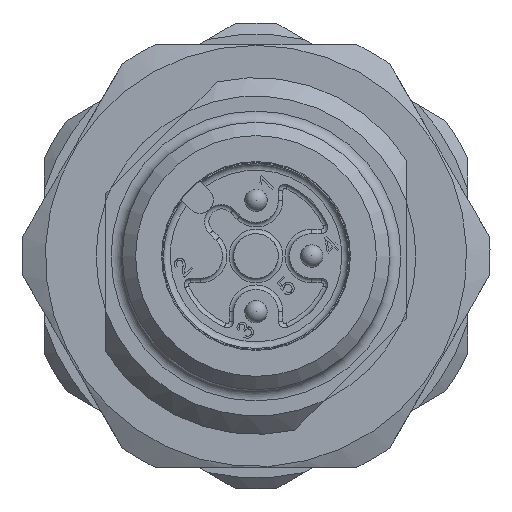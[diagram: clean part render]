
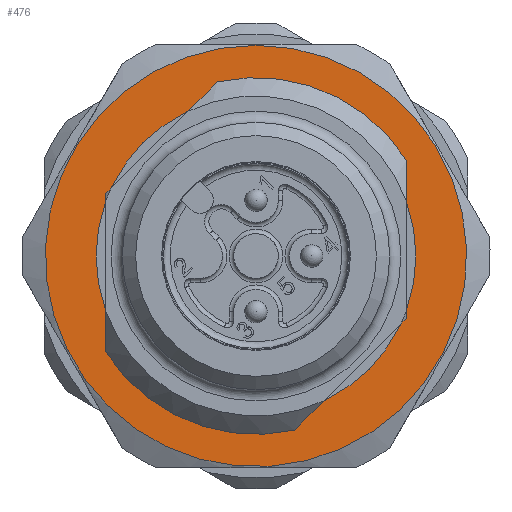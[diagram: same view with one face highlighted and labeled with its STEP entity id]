
A CAD part, front view. The second image highlights one B-rep face of the part: STEP entity #476.
In plain terms, the highlighted planar face has unit normal (0, -1, 0).
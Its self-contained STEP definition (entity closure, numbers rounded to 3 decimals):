
#109=FACE_BOUND('',#991,.T.);
#110=FACE_BOUND('',#992,.T.);
#367=PLANE('',#4390);
#476=ADVANCED_FACE('',(#109,#110),#367,.T.);
#991=EDGE_LOOP('',(#2007));
#992=EDGE_LOOP('',(#2008,#2009,#2010,#2011,#2012,#2013,#2014,#2015,#2016,
#2017,#2018,#2019,#2020,#2021));
#1270=LINE('',#5993,#1573);
#1272=LINE('',#5996,#1575);
#1278=LINE('',#6012,#1581);
#1279=LINE('',#6013,#1582);
#1285=LINE('',#6029,#1588);
#1287=LINE('',#6032,#1590);
#1292=LINE('',#6046,#1595);
#1293=LINE('',#6047,#1596);
#1573=VECTOR('',#4832,1.);
#1575=VECTOR('',#4834,1.);
#1581=VECTOR('',#4842,1.);
#1582=VECTOR('',#4843,1.);
#1588=VECTOR('',#4851,1.);
#1590=VECTOR('',#4853,1.);
#1595=VECTOR('',#4860,1.);
#1596=VECTOR('',#4861,1.);
#2007=ORIENTED_EDGE('',*,*,#3614,.F.);
#2008=ORIENTED_EDGE('',*,*,#3615,.F.);
#2009=ORIENTED_EDGE('',*,*,#3587,.T.);
#2010=ORIENTED_EDGE('',*,*,#3594,.T.);
#2011=ORIENTED_EDGE('',*,*,#3616,.F.);
#2012=ORIENTED_EDGE('',*,*,#3595,.T.);
#2013=ORIENTED_EDGE('',*,*,#3552,.F.);
#2014=ORIENTED_EDGE('',*,*,#3610,.F.);
#2015=ORIENTED_EDGE('',*,*,#3617,.F.);
#2016=ORIENTED_EDGE('',*,*,#3611,.F.);
#2017=ORIENTED_EDGE('',*,*,#3602,.F.);
#2018=ORIENTED_EDGE('',*,*,#3618,.F.);
#2019=ORIENTED_EDGE('',*,*,#3604,.F.);
#2020=ORIENTED_EDGE('',*,*,#3574,.F.);
#2021=ORIENTED_EDGE('',*,*,#3585,.T.);
#3136=VERTEX_POINT('',#5893);
#3138=VERTEX_POINT('',#5896);
#3153=VERTEX_POINT('',#5962);
#3154=VERTEX_POINT('',#5964);
#3162=VERTEX_POINT('',#5992);
#3163=VERTEX_POINT('',#5995);
#3164=VERTEX_POINT('',#5997);
#3168=VERTEX_POINT('',#6011);
#3169=VERTEX_POINT('',#6014);
#3173=VERTEX_POINT('',#6028);
#3174=VERTEX_POINT('',#6030);
#3175=VERTEX_POINT('',#6033);
#3178=VERTEX_POINT('',#6045);
#3179=VERTEX_POINT('',#6048);
#3181=VERTEX_POINT('',#6054);
#3552=EDGE_CURVE('',#3136,#3138,#4159,.T.);
#3574=EDGE_CURVE('',#3153,#3154,#4167,.T.);
#3585=EDGE_CURVE('',#3153,#3162,#1270,.T.);
#3587=EDGE_CURVE('',#3164,#3163,#1272,.T.);
#3594=EDGE_CURVE('',#3163,#3168,#1278,.T.);
#3595=EDGE_CURVE('',#3169,#3138,#1279,.T.);
#3602=EDGE_CURVE('',#3173,#3174,#1285,.T.);
#3604=EDGE_CURVE('',#3154,#3175,#1287,.T.);
#3610=EDGE_CURVE('',#3178,#3136,#1292,.T.);
#3611=EDGE_CURVE('',#3174,#3179,#1293,.T.);
#3614=EDGE_CURVE('',#3181,#3181,#4174,.T.);
#3615=EDGE_CURVE('',#3164,#3162,#4175,.T.);
#3616=EDGE_CURVE('',#3169,#3168,#4176,.T.);
#3617=EDGE_CURVE('',#3179,#3178,#4177,.T.);
#3618=EDGE_CURVE('',#3175,#3173,#4178,.T.);
#4159=CIRCLE('',#4353,8.);
#4167=CIRCLE('',#4367,8.);
#4174=CIRCLE('',#4385,9.45);
#4175=CIRCLE('',#4386,7.172);
#4176=CIRCLE('',#4387,7.172);
#4177=CIRCLE('',#4388,7.172);
#4178=CIRCLE('',#4389,7.172);
#4353=AXIS2_PLACEMENT_3D('',#5895,#4767,#4768);
#4367=AXIS2_PLACEMENT_3D('',#5963,#4801,#4802);
#4385=AXIS2_PLACEMENT_3D('',#6053,#4866,#4867);
#4386=AXIS2_PLACEMENT_3D('',#6055,#4868,#4869);
#4387=AXIS2_PLACEMENT_3D('',#6056,#4870,#4871);
#4388=AXIS2_PLACEMENT_3D('',#6057,#4872,#4873);
#4389=AXIS2_PLACEMENT_3D('',#6058,#4874,#4875);
#4390=AXIS2_PLACEMENT_3D('',#6059,#4876,#4877);
#4767=DIRECTION('',(0.,-1.,0.));
#4768=DIRECTION('',(0.,0.,1.));
#4801=DIRECTION('',(0.,-1.,0.));
#4802=DIRECTION('',(0.,0.,1.));
#4832=DIRECTION('',(0.,0.,-1.));
#4834=DIRECTION('',(0.,0.,-1.));
#4842=DIRECTION('',(-0.707,0.,-0.707));
#4843=DIRECTION('',(-0.707,0.,-0.707));
#4851=DIRECTION('',(-0.707,0.,-0.707));
#4853=DIRECTION('',(-0.707,0.,-0.707));
#4860=DIRECTION('',(0.,0.,-1.));
#4861=DIRECTION('',(0.,0.,-1.));
#4866=DIRECTION('',(0.,1.,0.));
#4867=DIRECTION('',(0.,0.,1.));
#4868=DIRECTION('',(0.,-1.,0.));
#4869=DIRECTION('',(0.,0.,-1.));
#4870=DIRECTION('',(0.,-1.,0.));
#4871=DIRECTION('',(0.,0.,-1.));
#4872=DIRECTION('',(0.,-1.,0.));
#4873=DIRECTION('',(0.,0.,-1.));
#4874=DIRECTION('',(0.,-1.,0.));
#4875=DIRECTION('',(0.,0.,-1.));
#4876=DIRECTION('',(0.,-1.,0.));
#4877=DIRECTION('',(0.,0.,1.));
#5893=CARTESIAN_POINT('',(6.55,-0.3,-4.294));
#5895=CARTESIAN_POINT('',(13.3,-0.3,0.));
#5896=CARTESIAN_POINT('',(15.037,-0.3,-7.809));
#5962=CARTESIAN_POINT('',(20.05,-0.3,4.294));
#5963=CARTESIAN_POINT('',(13.3,-0.3,0.));
#5964=CARTESIAN_POINT('',(11.563,-0.3,7.809));
#5992=CARTESIAN_POINT('',(20.05,-0.3,2.424));
#5993=CARTESIAN_POINT('',(20.05,-0.3,5.744));
#5995=CARTESIAN_POINT('',(20.05,-0.3,-2.796));
#5996=CARTESIAN_POINT('',(20.05,-0.3,5.744));
#5997=CARTESIAN_POINT('',(20.05,-0.3,-2.424));
#6011=CARTESIAN_POINT('',(19.787,-0.3,-3.059));
#6012=CARTESIAN_POINT('',(20.05,-0.3,-2.796));
#6013=CARTESIAN_POINT('',(20.05,-0.3,-2.796));
#6014=CARTESIAN_POINT('',(16.359,-0.3,-6.487));
#6028=CARTESIAN_POINT('',(6.813,-0.3,3.059));
#6029=CARTESIAN_POINT('',(12.589,-0.3,8.835));
#6030=CARTESIAN_POINT('',(6.55,-0.3,2.796));
#6032=CARTESIAN_POINT('',(12.589,-0.3,8.835));
#6033=CARTESIAN_POINT('',(10.241,-0.3,6.487));
#6045=CARTESIAN_POINT('',(6.55,-0.3,-2.424));
#6046=CARTESIAN_POINT('',(6.55,-0.3,2.796));
#6047=CARTESIAN_POINT('',(6.55,-0.3,2.796));
#6048=CARTESIAN_POINT('',(6.55,-0.3,2.424));
#6053=CARTESIAN_POINT('',(13.3,-0.3,0.));
#6054=CARTESIAN_POINT('',(13.3,-0.3,9.45));
#6055=CARTESIAN_POINT('',(13.3,-0.3,0.));
#6056=CARTESIAN_POINT('',(13.3,-0.3,0.));
#6057=CARTESIAN_POINT('',(13.3,-0.3,0.));
#6058=CARTESIAN_POINT('',(13.3,-0.3,0.));
#6059=CARTESIAN_POINT('',(13.3,-0.3,0.));
